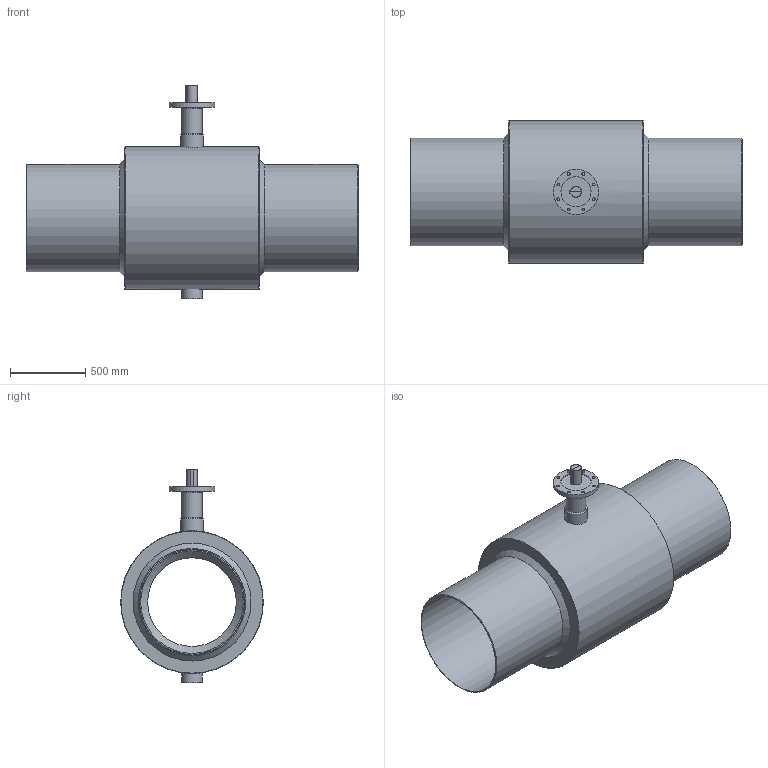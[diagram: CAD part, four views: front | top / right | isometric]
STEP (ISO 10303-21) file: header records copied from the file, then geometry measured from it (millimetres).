
FILE_DESCRIPTION( ( 'Unknown' ), '1' );
FILE_NAME( 'H700WW4_1.stp', 'Unknown', ( 'Unknown' ), ( 'Unknown' ), 'PSStep 14.0', 'Unknown', ' ' );
FILE_SCHEMA( ( 'AUTOMOTIVE_DESIGN { 1 0 10303 214 1 1 1 1 }' ) );
Length unit declared in the file: millimetre
Products named in the file (2): 1; 2
Bounding box: 2200 x 945 x 1414 mm (x, y, z)
Volume: 411665148.5 mm3; surface area: 11060096.3 mm2
Topology: 2 solids, 2 shells, 52 faces, 121 edges, 80 vertices
Faces by surface type: cylinder 20, plane 19, cone 13
Full cylindrical faces by diameter (mm): 18 x8, 133 x1, 138 x1, 150 x1, 200 x1, 300 x1, 588 x1, 695 x2, 711 x2, 945 x1
Entity records: 1988 total; most frequent: CARTESIAN_POINT 484, DIRECTION 232, ORIENTED_EDGE 156, EDGE_LOOP 108, AXIS2_PLACEMENT_3D 106, EDGE_CURVE 78, FACE_OUTER_BOUND 71, VERTEX_POINT 68
